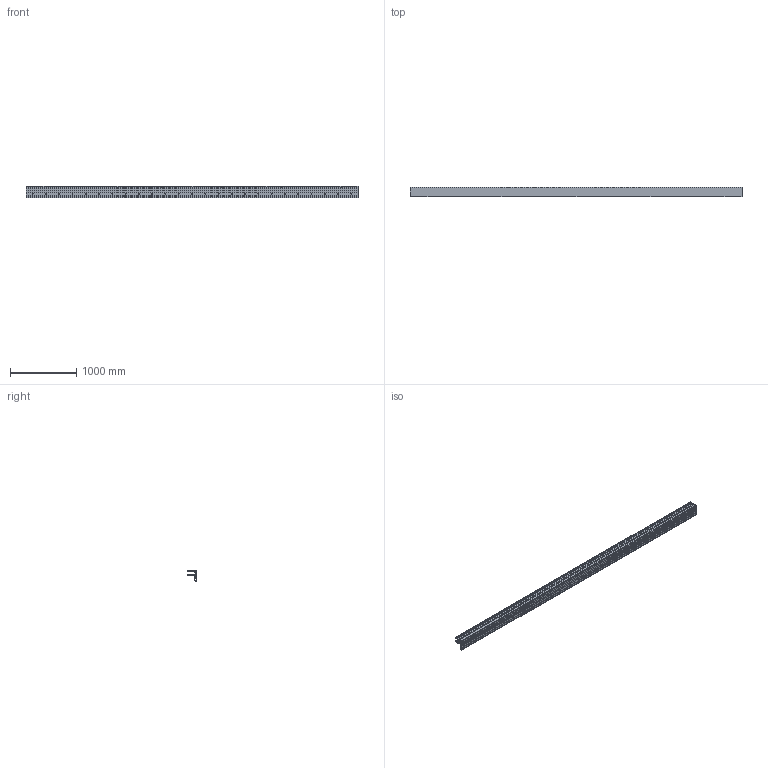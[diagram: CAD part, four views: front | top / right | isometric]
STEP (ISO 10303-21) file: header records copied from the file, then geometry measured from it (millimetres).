
FILE_DESCRIPTION (( 'STEP AP214' ), '1' );
FILE_NAME ('AL_0018-5000-S-E.STEP', '2023-12-11T10:06:39', ( '' ), ( '' ), 'SwSTEP 2.0', 'SolidWorks 2019', '' );
FILE_SCHEMA (( 'AUTOMOTIVE_DESIGN' ));
Length unit declared in the file: millimetre
Products named in the file (1): AL_0018-5000-S-E
Bounding box: 5000 x 136 x 170 mm (x, y, z)
Volume: 22727855.1 mm3; surface area: 9291133.3 mm2
Topology: 1 solids, 1 shells, 481 faces, 1503 edges, 1000 vertices
Faces by surface type: cylinder 306, plane 175
Entity records: 17815 total; most frequent: CARTESIAN_POINT 4005, ORIENTED_EDGE 3006, DIRECTION 2839, EDGE_CURVE 1503, AXIS2_PLACEMENT_3D 1022, VERTEX_POINT 1000, VECTOR 795, LINE 795
